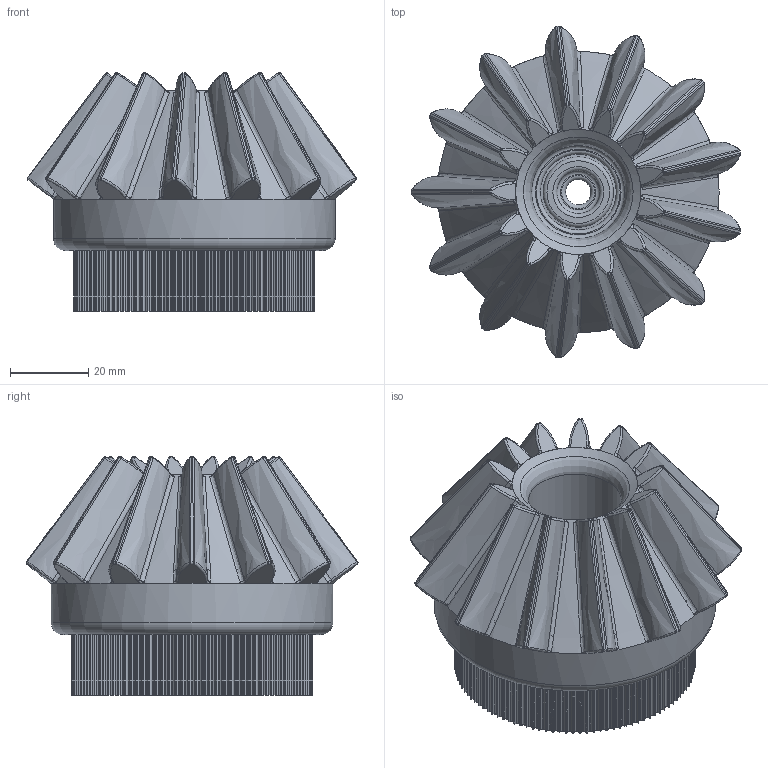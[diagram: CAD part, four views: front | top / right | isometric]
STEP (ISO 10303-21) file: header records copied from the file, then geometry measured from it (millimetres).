
FILE_DESCRIPTION(/* description */ ('','CAx-IF Rec.Pracs.---Representation and Presentation of Product Manufacturing Information (PMI)---4.0---2014-10-13'),/* implementation_level */ '2;1');
FILE_NAME(/* name */ 'Gear_Pulley.step',/* time_stamp */ '2024-12-16T17:47:10+09:00',/* author */ (''),/* organization */ (''),/* preprocessor_version */ 'ST-DEVELOPER v20',/* originating_system */ 'Autodesk Translation Framework v13.20.0.188',/* authorisation */ '');
FILE_SCHEMA (('AP242_MANAGED_MODEL_BASED_3D_ENGINEERING_MIM_LF { 1 0 10303 442 1 1 4 }'));
Length unit declared in the file: millimetre
Products named in the file (1): Pulley_V2
Bounding box: 84.26 x 84.86 x 60.91 mm (x, y, z)
Volume: 157010 mm3; surface area: 31909.8 mm2
Topology: 2 solids, 2 shells, 1025 faces, 2942 edges, 1910 vertices
Faces by surface type: cylinder 474, plane 265, bspline 208, sphere 52, cone 14, torus 12
Full cylindrical faces by diameter (mm): 6.5 x1, 11 x1, 18 x2, 19.4 x2, 23.885 x1, 72 x1
Entity records: 41772 total; most frequent: CARTESIAN_POINT 15487, ORIENTED_EDGE 5884, DIRECTION 5241, EDGE_CURVE 2942, AXIS2_PLACEMENT_3D 2027, VERTEX_POINT 1910, LINE 1187, VECTOR 1187
